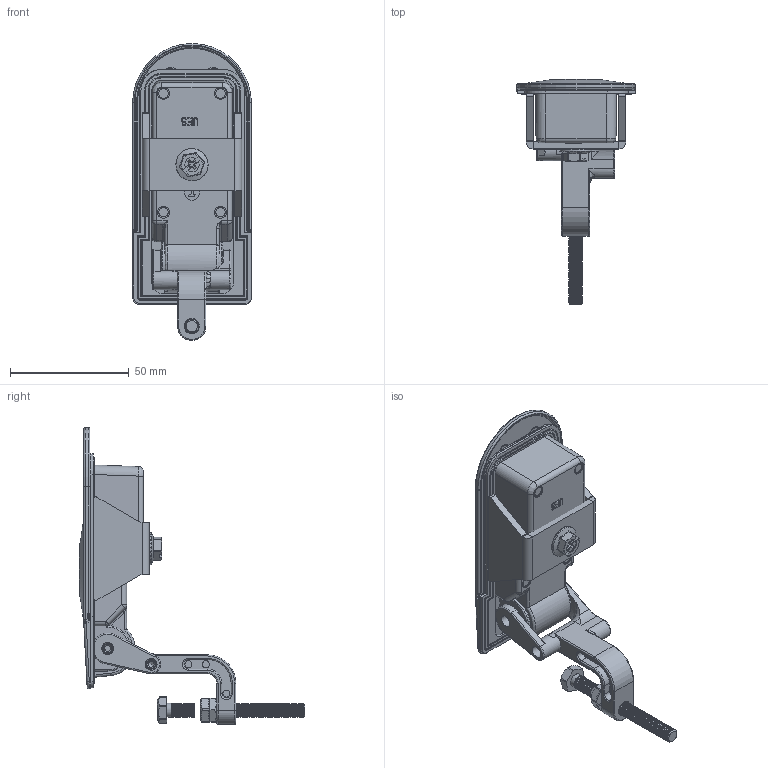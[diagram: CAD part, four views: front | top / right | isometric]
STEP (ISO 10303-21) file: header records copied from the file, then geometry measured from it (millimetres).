
FILE_DESCRIPTION((''),'2;1');
FILE_NAME('834.stp','2013-02-20T12:45:44',('fredp'),(''),'Autodesk Inventor 2013','Autodesk Inventor 2013','');
FILE_SCHEMA(('AUTOMOTIVE_DESIGN { 1 0 10303 214 1 1 1 1 }'));
Length unit declared in the file: inch
Products named in the file (1): 834
Bounding box: 50 x 94.95 x 125 mm (x, y, z)
Volume: 55165.2 mm3; surface area: 53818.8 mm2
Topology: 11 solids, 13 shells, 1751 faces, 4549 edges, 2884 vertices
Faces by surface type: plane 705, cylinder 545, bspline 281, sphere 79, torus 76, cone 65
Full cylindrical faces by diameter (mm): 2.5 x2, 3 x13, 3.1 x1, 3.4 x2, 3.5 x2, 4 x14, 4.1 x2, 4.2 x1, 5 x13, 5.2 x1, 5.25 x1, 5.8 x62, 6 x6, 6.5 x1, 8 x1, 9.5 x2, 9.8 x2, 12.5 x2, 13.5 x1, 16 x1, 22 x1, 23 x1, 26.5 x1
Entity records: 90620 total; most frequent: CARTESIAN_POINT 51942, ORIENTED_EDGE 8446, DIRECTION 7325, EDGE_CURVE 4225, VERTEX_POINT 2728, AXIS2_PLACEMENT_3D 2646, VECTOR 2033, LINE 2033
